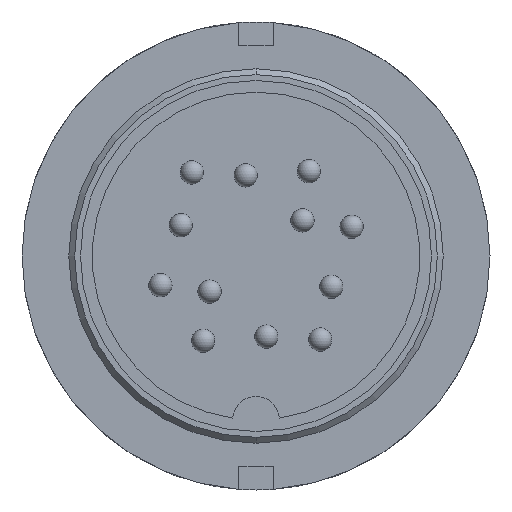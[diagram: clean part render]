
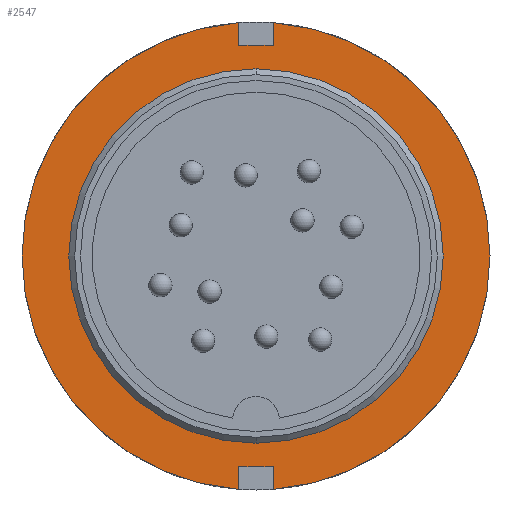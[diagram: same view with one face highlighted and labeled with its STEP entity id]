
A CAD part, front view. The second image highlights one B-rep face of the part: STEP entity #2547.
In plain terms, the highlighted planar face has unit normal (0, -1, 0).
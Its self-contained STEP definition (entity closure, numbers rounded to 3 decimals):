
#221=CARTESIAN_POINT('',(0.0,-8.5,8.0));
#222=VERTEX_POINT('',#221);
#238=CARTESIAN_POINT('',(0.,-8.5,-8.0));
#239=VERTEX_POINT('',#238);
#246=CARTESIAN_POINT('',(0.0,-8.5,0.));
#247=DIRECTION('',(0.0,1.0,0.0));
#248=DIRECTION('',(0.0,0.0,1.0));
#249=AXIS2_PLACEMENT_3D('',#246,#247,#248);
#250=CIRCLE('',#249,8.0);
#251=EDGE_CURVE('',#222,#239,#250,.T.);
#1940=CARTESIAN_POINT('',(0.75,-8.5,9.972));
#1941=VERTEX_POINT('',#1940);
#1948=CARTESIAN_POINT('',(0.75,-8.5,-9.972));
#1949=VERTEX_POINT('',#1948);
#1950=CARTESIAN_POINT('',(0.0,-8.5,0.));
#1951=DIRECTION('',(0.0,1.0,0.0));
#1952=DIRECTION('',(0.0,0.0,1.0));
#1953=AXIS2_PLACEMENT_3D('',#1950,#1951,#1952);
#1954=CIRCLE('',#1953,10.0);
#1955=EDGE_CURVE('',#1941,#1949,#1954,.T.);
#2396=CARTESIAN_POINT('',(0.75,-8.5,-8.989));
#2397=VERTEX_POINT('',#2396);
#2404=CARTESIAN_POINT('',(-0.75,-8.5,-8.989));
#2405=VERTEX_POINT('',#2404);
#2406=CARTESIAN_POINT('',(0.0,-8.5,0.0));
#2407=DIRECTION('',(0.0,-1.0,0.0));
#2408=DIRECTION('',(-0.083,0.0,0.997));
#2409=AXIS2_PLACEMENT_3D('',#2406,#2407,#2408);
#2410=CIRCLE('',#2409,9.02);
#2411=EDGE_CURVE('',#2405,#2397,#2410,.T.);
#2429=CARTESIAN_POINT('',(-0.75,-8.5,-9.972));
#2430=VERTEX_POINT('',#2429);
#2444=CARTESIAN_POINT('',(-0.75,-8.5,-9.972));
#2445=DIRECTION('',(0.0,0.0,1.0));
#2446=VECTOR('',#2445,0.983);
#2447=LINE('',#2444,#2446);
#2448=EDGE_CURVE('',#2430,#2405,#2447,.T.);
#2459=CARTESIAN_POINT('',(0.75,-8.5,-8.989));
#2460=DIRECTION('',(0.0,0.0,-1.0));
#2461=VECTOR('',#2460,0.983);
#2462=LINE('',#2459,#2461);
#2463=EDGE_CURVE('',#2397,#1949,#2462,.T.);
#2494=CARTESIAN_POINT('',(0.0,-8.5,9.495));
#2495=DIRECTION('',(0.0,-1.0,0.0));
#2496=DIRECTION('',(0.0,0.0,-1.0));
#2497=AXIS2_PLACEMENT_3D('',#2494,#2495,#2496);
#2498=PLANE('',#2497);
#2499=ORIENTED_EDGE('',*,*,#2448,.T.);
#2500=ORIENTED_EDGE('',*,*,#2411,.T.);
#2501=ORIENTED_EDGE('',*,*,#2463,.T.);
#2502=ORIENTED_EDGE('',*,*,#1955,.F.);
#2503=CARTESIAN_POINT('',(0.75,-8.5,8.989));
#2504=VERTEX_POINT('',#2503);
#2505=CARTESIAN_POINT('',(0.75,-8.5,9.972));
#2506=DIRECTION('',(0.0,0.0,-1.0));
#2507=VECTOR('',#2506,0.983);
#2508=LINE('',#2505,#2507);
#2509=EDGE_CURVE('',#1941,#2504,#2508,.T.);
#2510=ORIENTED_EDGE('',*,*,#2509,.T.);
#2511=CARTESIAN_POINT('',(-0.75,-8.5,8.989));
#2512=VERTEX_POINT('',#2511);
#2513=CARTESIAN_POINT('',(0.0,-8.5,0.0));
#2514=DIRECTION('',(0.0,-1.0,0.0));
#2515=DIRECTION('',(0.083,0.0,-0.997));
#2516=AXIS2_PLACEMENT_3D('',#2513,#2514,#2515);
#2517=CIRCLE('',#2516,9.02);
#2518=EDGE_CURVE('',#2504,#2512,#2517,.T.);
#2519=ORIENTED_EDGE('',*,*,#2518,.T.);
#2520=CARTESIAN_POINT('',(-0.75,-8.5,9.972));
#2521=VERTEX_POINT('',#2520);
#2522=CARTESIAN_POINT('',(-0.75,-8.5,8.989));
#2523=DIRECTION('',(0.0,0.0,1.0));
#2524=VECTOR('',#2523,0.983);
#2525=LINE('',#2522,#2524);
#2526=EDGE_CURVE('',#2512,#2521,#2525,.T.);
#2527=ORIENTED_EDGE('',*,*,#2526,.T.);
#2528=CARTESIAN_POINT('',(0.0,-8.5,0.));
#2529=DIRECTION('',(0.0,1.0,0.0));
#2530=DIRECTION('',(0.0,0.0,1.0));
#2531=AXIS2_PLACEMENT_3D('',#2528,#2529,#2530);
#2532=CIRCLE('',#2531,10.0);
#2533=EDGE_CURVE('',#2430,#2521,#2532,.T.);
#2534=ORIENTED_EDGE('',*,*,#2533,.F.);
#2535=EDGE_LOOP('',(#2499,#2500,#2501,#2502,#2510,#2519,#2527,#2534));
#2536=FACE_OUTER_BOUND('',#2535,.T.);
#2537=ORIENTED_EDGE('',*,*,#251,.T.);
#2538=CARTESIAN_POINT('',(0.0,-8.5,0.));
#2539=DIRECTION('',(0.0,1.0,0.0));
#2540=DIRECTION('',(0.0,0.0,1.0));
#2541=AXIS2_PLACEMENT_3D('',#2538,#2539,#2540);
#2542=CIRCLE('',#2541,8.0);
#2543=EDGE_CURVE('',#239,#222,#2542,.T.);
#2544=ORIENTED_EDGE('',*,*,#2543,.T.);
#2545=EDGE_LOOP('',(#2537,#2544));
#2546=FACE_BOUND('',#2545,.T.);
#2547=ADVANCED_FACE('',(#2536,#2546),#2498,.T.);
